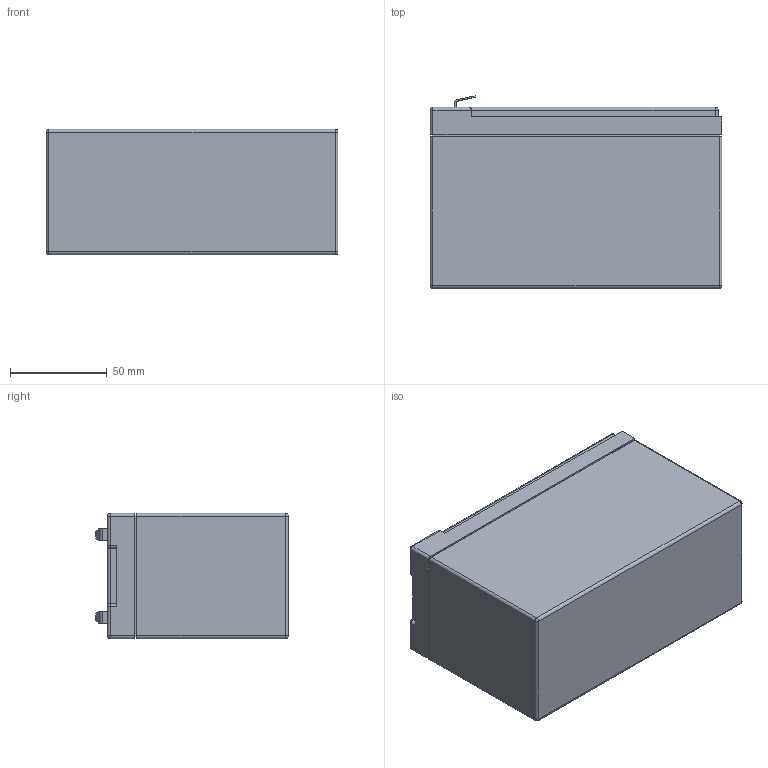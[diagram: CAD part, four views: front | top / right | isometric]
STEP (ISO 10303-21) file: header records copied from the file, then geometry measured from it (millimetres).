
FILE_DESCRIPTION (( 'STEP AP214' ), '1' );
FILE_NAME ('AC7-12.STEP', '2021-07-30T10:02:38', ( '' ), ( '' ), 'SwSTEP 2.0', 'SolidWorks 2020', '' );
FILE_SCHEMA (( 'AUTOMOTIVE_DESIGN' ));
Length unit declared in the file: millimetre
Products named in the file (1): AC7-12
Bounding box: 151 x 99.66 x 65 mm (x, y, z)
Volume: 914787.9 mm3; surface area: 60422.1 mm2
Topology: 1 solids, 1 shells, 134 faces, 340 edges, 208 vertices
Faces by surface type: plane 90, cylinder 34, sphere 10
Entity records: 4980 total; most frequent: CARTESIAN_POINT 691, ORIENTED_EDGE 660, DIRECTION 650, EDGE_CURVE 330, VECTOR 268, LINE 268, VERTEX_POINT 208, AXIS2_PLACEMENT_3D 191
